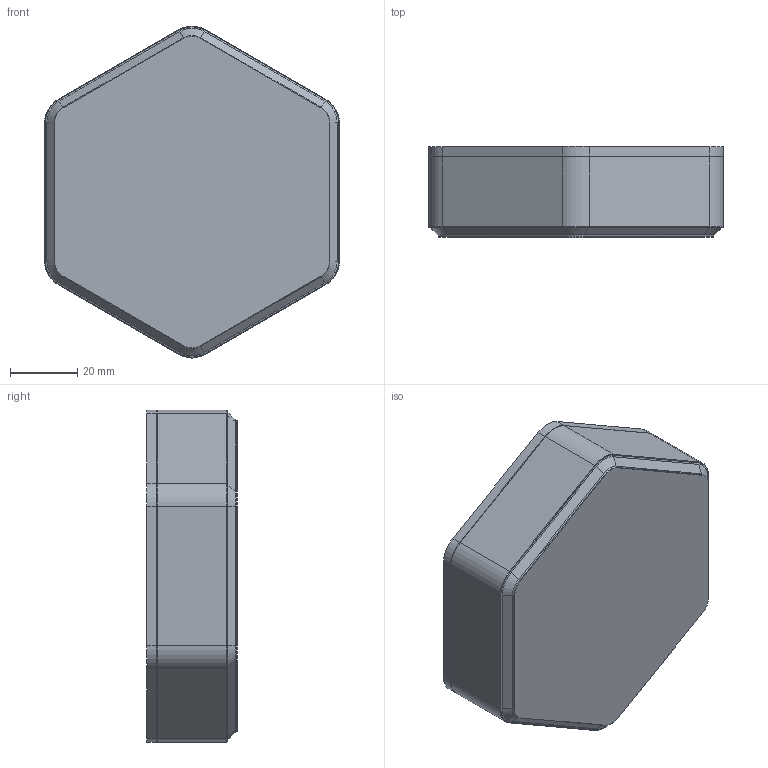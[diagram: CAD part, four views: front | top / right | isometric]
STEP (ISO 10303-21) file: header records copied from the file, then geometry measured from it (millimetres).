
FILE_DESCRIPTION(/* description */ (''),/* implementation_level */ '2;1');
FILE_NAME(/* name */ 'Spring Container',/* time_stamp */ '2020-09-26T12:42:44+02:00',/* author */ ('Zambumon'),/* organization */ ('Zambumon'),/* preprocessor_version */ 'ST-DEVELOPER v18.1',/* originating_system */ 'Autodesk Translation Framework v9.3.0.1241',/* authorisation */ '');
FILE_SCHEMA (('AUTOMOTIVE_DESIGN { 1 0 10303 214 3 1 1 }'));
Length unit declared in the file: millimetre
Products named in the file (1): Yes
Bounding box: 87.74 x 27 x 98.84 mm (x, y, z)
Volume: 133794.7 mm3; surface area: 68210.9 mm2
Topology: 2 solids, 2 shells, 909 faces, 1901 edges, 1119 vertices
Faces by surface type: cone 361, cylinder 319, plane 229
Full cylindrical faces by diameter (mm): 5 x37
Entity records: 24114 total; most frequent: DIRECTION 4714, CARTESIAN_POINT 3930, ORIENTED_EDGE 3802, AXIS2_PLACEMENT_3D 1903, EDGE_CURVE 1901, VERTEX_POINT 1119, EDGE_LOOP 1032, CIRCLE 993
